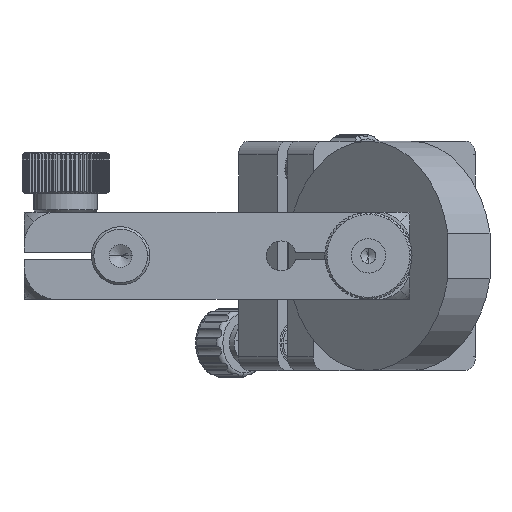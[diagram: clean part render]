
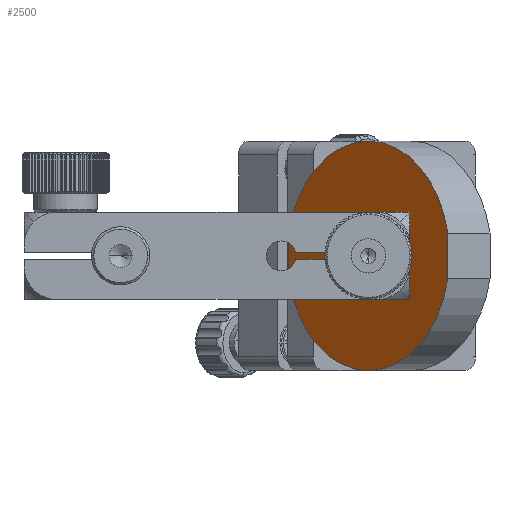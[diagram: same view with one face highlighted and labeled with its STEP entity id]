
A CAD part, front view. The second image highlights one B-rep face of the part: STEP entity #2500.
In plain terms, the highlighted planar face has unit normal (-0.707, -0.707, 0).
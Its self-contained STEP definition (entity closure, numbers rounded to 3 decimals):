
#129 = AXIS2_PLACEMENT_3D ( 'NONE', #29679, #7317, #33432 ) ;
#742 = EDGE_CURVE ( 'NONE', #25859, #25265, #21038, .T. ) ;
#1093 = CARTESIAN_POINT ( 'NONE',  ( 53.983, 166.035, 0. ) ) ;
#2008 = VERTEX_POINT ( 'NONE', #45718 ) ;
#2174 = DIRECTION ( 'NONE',  ( 0., 0., 1. ) ) ;
#2325 = FACE_BOUND ( 'NONE', #37297, .T. ) ;
#2500 = ADVANCED_FACE ( 'NONE', ( #2325, #11632, #24476 ), #33378, .F. ) ;
#2896 = DIRECTION ( 'NONE',  ( 0.707, 0.707, 0. ) ) ;
#2973 = CARTESIAN_POINT ( 'NONE',  ( 71.307, 148.71, 4.975 ) ) ;
#3284 = LINE ( 'NONE', #35903, #27796 ) ;
#3794 = CIRCLE ( 'NONE', #16814, 25. ) ;
#5682 = EDGE_CURVE ( 'NONE', #42418, #12360, #31279, .T. ) ;
#6916 = EDGE_CURVE ( 'NONE', #12360, #42418, #34343, .T. ) ;
#7227 = DIRECTION ( 'NONE',  ( 0.707, 0.707, 0. ) ) ;
#7317 = DIRECTION ( 'NONE',  ( 0.707, 0.707, 0. ) ) ;
#7338 = EDGE_CURVE ( 'NONE', #45877, #12290, #47737, .T. ) ;
#7971 = ORIENTED_EDGE ( 'NONE', *, *, #10163, .F. ) ;
#8339 = ORIENTED_EDGE ( 'NONE', *, *, #7338, .F. ) ;
#10112 = ORIENTED_EDGE ( 'NONE', *, *, #742, .F. ) ;
#10163 = EDGE_CURVE ( 'NONE', #25265, #23595, #3284, .T. ) ;
#10276 = AXIS2_PLACEMENT_3D ( 'NONE', #25473, #44202, #25298 ) ;
#10549 = CARTESIAN_POINT ( 'NONE',  ( 61.054, 158.964, 0. ) ) ;
#11632 = FACE_BOUND ( 'NONE', #24075, .T. ) ;
#12290 = VERTEX_POINT ( 'NONE', #47921 ) ;
#12310 = EDGE_CURVE ( 'NONE', #2008, #31263, #22895, .T. ) ;
#12360 = VERTEX_POINT ( 'NONE', #22642 ) ;
#12650 = EDGE_LOOP ( 'NONE', ( #45277, #7971, #10112, #14084, #8339 ) ) ;
#13362 = EDGE_CURVE ( 'NONE', #12290, #25859, #28114, .T. ) ;
#14071 = CARTESIAN_POINT ( 'NONE',  ( 36.658, 183.359, -4.975 ) ) ;
#14084 = ORIENTED_EDGE ( 'NONE', *, *, #13362, .F. ) ;
#14790 = CIRCLE ( 'NONE', #37230, 1.65 ) ;
#16363 = ORIENTED_EDGE ( 'NONE', *, *, #6916, .T. ) ;
#16814 = AXIS2_PLACEMENT_3D ( 'NONE', #1093, #28148, #16835 ) ;
#16835 = DIRECTION ( 'NONE',  ( 0., 0., -1. ) ) ;
#17520 = CARTESIAN_POINT ( 'NONE',  ( 61.054, 158.964, -1.65 ) ) ;
#20466 = AXIS2_PLACEMENT_3D ( 'NONE', #10549, #36530, #21671 ) ;
#21038 = CIRCLE ( 'NONE', #21784, 25. ) ;
#21614 = CARTESIAN_POINT ( 'NONE',  ( 71.307, 148.71, -4.975 ) ) ;
#21671 = DIRECTION ( 'NONE',  ( 0., 0., -1. ) ) ;
#21784 = AXIS2_PLACEMENT_3D ( 'NONE', #46170, #42727, #31886 ) ;
#22363 = ORIENTED_EDGE ( 'NONE', *, *, #24419, .T. ) ;
#22642 = CARTESIAN_POINT ( 'NONE',  ( 53.983, 166.035, -4. ) ) ;
#22895 = CIRCLE ( 'NONE', #20466, 1.65 ) ;
#23595 = VERTEX_POINT ( 'NONE', #38961 ) ;
#24075 = EDGE_LOOP ( 'NONE', ( #16363, #26479 ) ) ;
#24419 = EDGE_CURVE ( 'NONE', #31263, #2008, #14790, .T. ) ;
#24476 = FACE_OUTER_BOUND ( 'NONE', #12650, .T. ) ;
#25265 = VERTEX_POINT ( 'NONE', #14071 ) ;
#25298 = DIRECTION ( 'NONE',  ( 0., 0., -1. ) ) ;
#25473 = CARTESIAN_POINT ( 'NONE',  ( 53.983, 166.035, 0. ) ) ;
#25558 = DIRECTION ( 'NONE',  ( 0., 0., -1. ) ) ;
#25859 = VERTEX_POINT ( 'NONE', #30929 ) ;
#26479 = ORIENTED_EDGE ( 'NONE', *, *, #5682, .T. ) ;
#27796 = VECTOR ( 'NONE', #2174, 1000. ) ;
#28114 = CIRCLE ( 'NONE', #10276, 25. ) ;
#28148 = DIRECTION ( 'NONE',  ( 0.707, 0.707, 0. ) ) ;
#29116 = AXIS2_PLACEMENT_3D ( 'NONE', #44126, #48204, #25558 ) ;
#29679 = CARTESIAN_POINT ( 'NONE',  ( 53.983, 166.035, 0. ) ) ;
#30654 = ORIENTED_EDGE ( 'NONE', *, *, #12310, .T. ) ;
#30929 = CARTESIAN_POINT ( 'NONE',  ( 53.983, 166.035, -25. ) ) ;
#31263 = VERTEX_POINT ( 'NONE', #17520 ) ;
#31279 = CIRCLE ( 'NONE', #29116, 4. ) ;
#31663 = EDGE_CURVE ( 'NONE', #23595, #45877, #3794, .T. ) ;
#31886 = DIRECTION ( 'NONE',  ( 0., 0., -1. ) ) ;
#32918 = DIRECTION ( 'NONE',  ( 0., 0., -1. ) ) ;
#33071 = DIRECTION ( 'NONE',  ( 0., 0., -1. ) ) ;
#33378 = PLANE ( 'NONE',  #39329 ) ;
#33432 = DIRECTION ( 'NONE',  ( 0., 0., -1. ) ) ;
#34343 = CIRCLE ( 'NONE', #129, 4. ) ;
#34902 = VECTOR ( 'NONE', #32918, 1000. ) ;
#35903 = CARTESIAN_POINT ( 'NONE',  ( 36.658, 183.359, 4.975 ) ) ;
#36530 = DIRECTION ( 'NONE',  ( 0.707, 0.707, 0. ) ) ;
#36603 = CARTESIAN_POINT ( 'NONE',  ( 61.054, 158.964, 0. ) ) ;
#37116 = CARTESIAN_POINT ( 'NONE',  ( 53.983, 166.035, 0. ) ) ;
#37230 = AXIS2_PLACEMENT_3D ( 'NONE', #36603, #7227, #48171 ) ;
#37297 = EDGE_LOOP ( 'NONE', ( #22363, #30654 ) ) ;
#38133 = CARTESIAN_POINT ( 'NONE',  ( 53.983, 166.035, 4. ) ) ;
#38961 = CARTESIAN_POINT ( 'NONE',  ( 36.658, 183.359, 4.975 ) ) ;
#39329 = AXIS2_PLACEMENT_3D ( 'NONE', #37116, #2896, #33071 ) ;
#42418 = VERTEX_POINT ( 'NONE', #38133 ) ;
#42727 = DIRECTION ( 'NONE',  ( 0.707, 0.707, 0. ) ) ;
#44126 = CARTESIAN_POINT ( 'NONE',  ( 53.983, 166.035, 0. ) ) ;
#44202 = DIRECTION ( 'NONE',  ( 0.707, 0.707, 0. ) ) ;
#45277 = ORIENTED_EDGE ( 'NONE', *, *, #31663, .F. ) ;
#45718 = CARTESIAN_POINT ( 'NONE',  ( 61.054, 158.964, 1.65 ) ) ;
#45877 = VERTEX_POINT ( 'NONE', #2973 ) ;
#46170 = CARTESIAN_POINT ( 'NONE',  ( 53.983, 166.035, 0. ) ) ;
#47737 = LINE ( 'NONE', #21614, #34902 ) ;
#47921 = CARTESIAN_POINT ( 'NONE',  ( 71.307, 148.71, -4.975 ) ) ;
#48171 = DIRECTION ( 'NONE',  ( 0., 0., -1. ) ) ;
#48204 = DIRECTION ( 'NONE',  ( 0.707, 0.707, 0. ) ) ;
